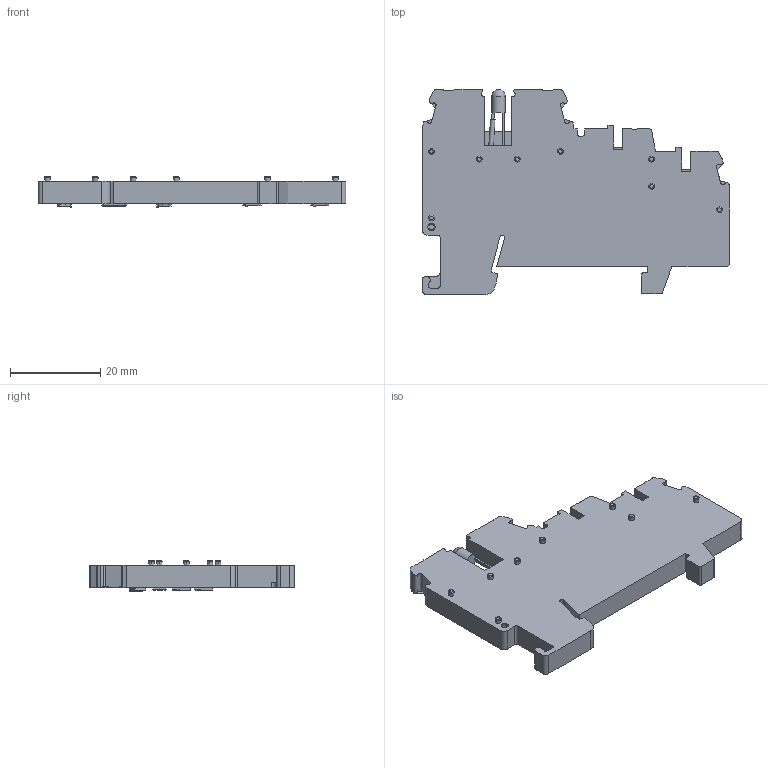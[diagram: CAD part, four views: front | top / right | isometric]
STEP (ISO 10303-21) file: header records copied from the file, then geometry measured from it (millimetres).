
FILE_DESCRIPTION((''),'2;1');
FILE_NAME('UJ5-K3-D','2023-11-15T',('dell'),(''),'PRO/ENGINEER BY PARAMETRIC TECHNOLOGY CORPORATION, 2013230','PRO/ENGINEER BY PARAMETRIC TECHNOLOGY CORPORATION, 2013230','');
FILE_SCHEMA(('AUTOMOTIVE_DESIGN { 1 0 10303 214 1 1 1 1 }'));
Length unit declared in the file: millimetre
Products named in the file (1): UJ5-K3-D
Bounding box: 68.1 x 45.3 x 6.8 mm (x, y, z)
Volume: 10404 mm3; surface area: 7070.3 mm2
Topology: 1 solids, 1 shells, 392 faces, 1113 edges, 743 vertices
Faces by surface type: plane 268, cylinder 68, cone 38, torus 16, sphere 2
Entity records: 16689 total; most frequent: CARTESIAN_POINT 2661, ORIENTED_EDGE 2222, DIRECTION 2088, PRESENTATION_STYLE_ASSIGNMENT 1136, STYLED_ITEM 1112, CURVE_STYLE 1111, EDGE_CURVE 1111, VERTEX_POINT 743
